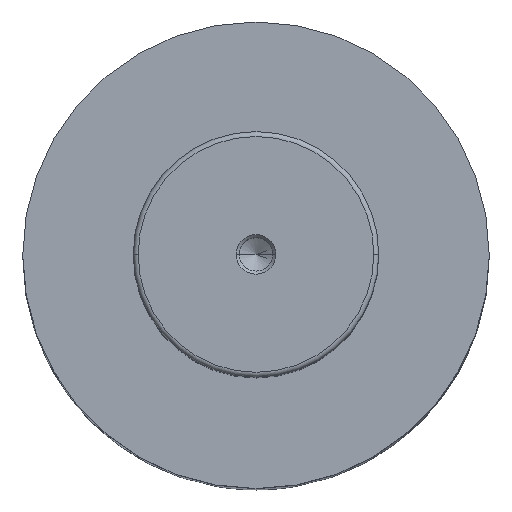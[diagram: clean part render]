
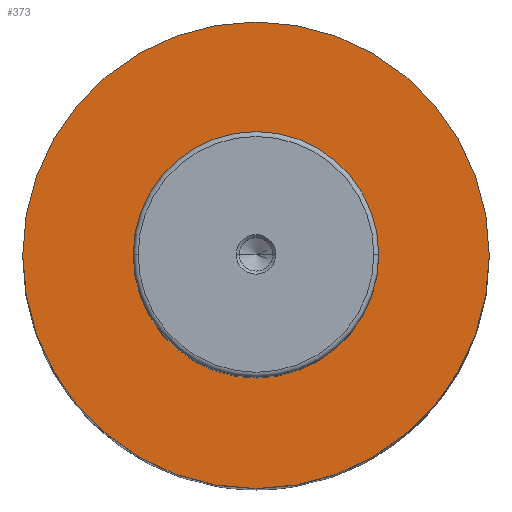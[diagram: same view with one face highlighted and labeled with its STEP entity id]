
A CAD part, top view. The second image highlights one B-rep face of the part: STEP entity #373.
In plain terms, the highlighted planar face has unit normal (0, 0, 1).
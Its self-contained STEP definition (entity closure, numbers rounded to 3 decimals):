
#74 = CARTESIAN_POINT ( 'NONE',  ( 0., 0., 167. ) ) ;
#281 = DIRECTION ( 'NONE',  ( -1., 0., 0. ) ) ;
#321 = CIRCLE ( 'NONE', #682, 25. ) ;
#373 = ADVANCED_FACE ( 'NONE', ( #2214, #874 ), #625, .T. ) ;
#439 = VERTEX_POINT ( 'NONE', #1615 ) ;
#495 = CARTESIAN_POINT ( 'NONE',  ( 0., 0., 167. ) ) ;
#497 = CARTESIAN_POINT ( 'NONE',  ( -25., 0., 167. ) ) ;
#503 = EDGE_LOOP ( 'NONE', ( #1943, #799 ) ) ;
#620 = VERTEX_POINT ( 'NONE', #1661 ) ;
#625 = PLANE ( 'NONE',  #2208 ) ;
#666 = DIRECTION ( 'NONE',  ( -1., 0., 0. ) ) ;
#682 = AXIS2_PLACEMENT_3D ( 'NONE', #871, #2018, #1036 ) ;
#720 = CARTESIAN_POINT ( 'NONE',  ( 47.5, 0., 167. ) ) ;
#782 = DIRECTION ( 'NONE',  ( 0., 0., 1. ) ) ;
#799 = ORIENTED_EDGE ( 'NONE', *, *, #1121, .T. ) ;
#804 = DIRECTION ( 'NONE',  ( 1., 0., 0. ) ) ;
#871 = CARTESIAN_POINT ( 'NONE',  ( 0., 0., 167. ) ) ;
#874 = FACE_OUTER_BOUND ( 'NONE', #1604, .T. ) ;
#995 = CIRCLE ( 'NONE', #1098, 47.5 ) ;
#996 = EDGE_CURVE ( 'NONE', #1858, #439, #1515, .T. ) ;
#1036 = DIRECTION ( 'NONE',  ( -1., 0., 0. ) ) ;
#1050 = EDGE_CURVE ( 'NONE', #2157, #620, #995, .T. ) ;
#1051 = CIRCLE ( 'NONE', #1893, 47.5 ) ;
#1077 = CARTESIAN_POINT ( 'NONE',  ( 0., 0., 167. ) ) ;
#1098 = AXIS2_PLACEMENT_3D ( 'NONE', #495, #1635, #666 ) ;
#1121 = EDGE_CURVE ( 'NONE', #439, #1858, #321, .T. ) ;
#1216 = AXIS2_PLACEMENT_3D ( 'NONE', #74, #1298, #281 ) ;
#1241 = DIRECTION ( 'NONE',  ( -1., 0., 0. ) ) ;
#1298 = DIRECTION ( 'NONE',  ( 0., 0., -1. ) ) ;
#1431 = CARTESIAN_POINT ( 'NONE',  ( -25., 0., 167. ) ) ;
#1433 = EDGE_CURVE ( 'NONE', #620, #2157, #1051, .T. ) ;
#1515 = CIRCLE ( 'NONE', #1216, 25. ) ;
#1547 = ORIENTED_EDGE ( 'NONE', *, *, #1050, .F. ) ;
#1604 = EDGE_LOOP ( 'NONE', ( #1884, #1547 ) ) ;
#1615 = CARTESIAN_POINT ( 'NONE',  ( 25., 0., 167. ) ) ;
#1635 = DIRECTION ( 'NONE',  ( 0., 0., -1. ) ) ;
#1661 = CARTESIAN_POINT ( 'NONE',  ( -47.5, 0., 167. ) ) ;
#1858 = VERTEX_POINT ( 'NONE', #497 ) ;
#1884 = ORIENTED_EDGE ( 'NONE', *, *, #1433, .F. ) ;
#1893 = AXIS2_PLACEMENT_3D ( 'NONE', #1077, #2258, #1241 ) ;
#1943 = ORIENTED_EDGE ( 'NONE', *, *, #996, .T. ) ;
#2018 = DIRECTION ( 'NONE',  ( 0., 0., -1. ) ) ;
#2157 = VERTEX_POINT ( 'NONE', #720 ) ;
#2208 = AXIS2_PLACEMENT_3D ( 'NONE', #1431, #782, #804 ) ;
#2214 = FACE_BOUND ( 'NONE', #503, .T. ) ;
#2258 = DIRECTION ( 'NONE',  ( 0., 0., -1. ) ) ;
